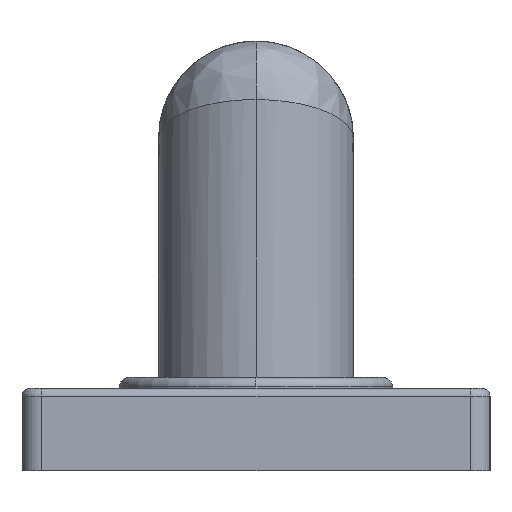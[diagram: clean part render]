
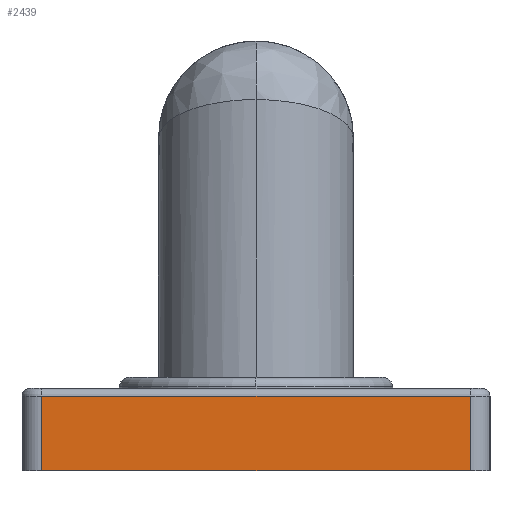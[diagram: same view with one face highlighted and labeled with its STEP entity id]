
A CAD part, left-side view. The second image highlights one B-rep face of the part: STEP entity #2439.
In plain terms, the highlighted planar face has unit normal (-1, 0, 0).
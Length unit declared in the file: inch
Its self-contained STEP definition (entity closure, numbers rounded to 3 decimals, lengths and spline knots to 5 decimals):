
#854=DIRECTION('',(0.,-1.,0.));
#855=VECTOR('',#854,2.75);
#856=CARTESIAN_POINT('',(-22.5,1.375,0.));
#857=LINE('',#856,#855);
#858=DIRECTION('',(0.,0.,-1.));
#859=VECTOR('',#858,0.48);
#860=CARTESIAN_POINT('',(-22.5,1.375,0.48));
#861=LINE('',#860,#859);
#862=DIRECTION('',(0.,-1.,0.));
#863=VECTOR('',#862,2.75);
#864=CARTESIAN_POINT('',(-22.5,1.375,0.48));
#865=LINE('',#864,#863);
#866=DIRECTION('',(0.,0.,-1.));
#867=VECTOR('',#866,0.48);
#868=CARTESIAN_POINT('',(-22.5,-1.375,0.48));
#869=LINE('',#868,#867);
#1217=CARTESIAN_POINT('',(-22.5,1.375,0.48));
#1218=VERTEX_POINT('',#1217);
#1219=CARTESIAN_POINT('',(-22.5,-1.375,0.48));
#1220=VERTEX_POINT('',#1219);
#1222=CARTESIAN_POINT('',(-22.5,-1.375,0.));
#1224=VERTEX_POINT('',#1222);
#1235=CARTESIAN_POINT('',(-22.5,1.375,0.));
#1236=VERTEX_POINT('',#1235);
#2425=CARTESIAN_POINT('',(-22.5,1.5,0.));
#2426=DIRECTION('',(-1.,0.,0.));
#2427=DIRECTION('',(0.,-1.,0.));
#2428=AXIS2_PLACEMENT_3D('',#2425,#2426,#2427);
#2429=PLANE('',#2428);
#2431=ORIENTED_EDGE('',*,*,#2430,.F.);
#2433=ORIENTED_EDGE('',*,*,#2432,.F.);
#2434=ORIENTED_EDGE('',*,*,#2419,.T.);
#2436=ORIENTED_EDGE('',*,*,#2435,.T.);
#2437=EDGE_LOOP('',(#2431,#2433,#2434,#2436));
#2438=FACE_OUTER_BOUND('',#2437,.F.);
#2439=ADVANCED_FACE('',(#2438),#2429,.T.);
#2419=EDGE_CURVE('',#1218,#1220,#865,.T.);
#2430=EDGE_CURVE('',#1236,#1224,#857,.T.);
#2432=EDGE_CURVE('',#1218,#1236,#861,.T.);
#2435=EDGE_CURVE('',#1220,#1224,#869,.T.);
